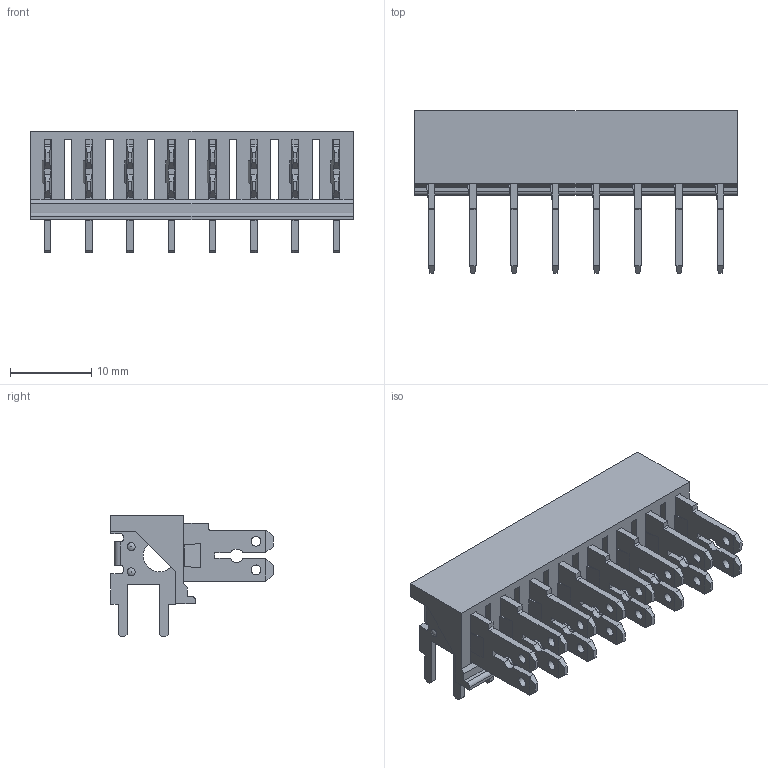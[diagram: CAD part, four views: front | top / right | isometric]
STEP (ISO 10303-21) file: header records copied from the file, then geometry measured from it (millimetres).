
FILE_DESCRIPTION(/* description */ ('Unknown'),/* implementation_level */ '2;1');
FILE_NAME(/* name */ 'J_Wurth_WR-FAST_638207122008',/* time_stamp */ '2025-06-19T10:20:45+08:00',/* author */ ('Unknown'),/* organization */ ('Unknown'),/* preprocessor_version */ 'ST-DEVELOPER v19.4',/* originating_system */ 'Solid Edge',/* authorisation */ 'Unknown');
FILE_SCHEMA (('AUTOMOTIVE_DESIGN {1 0 10303 214 3 1 1}'));
Length unit declared in the file: millimetre
Products named in the file (2): J_Wurth_WR-FAST_638207122008
Assembly tree (1 placements, depth 2):
  J_Wurth_WR-FAST_638207122008
    J_Wurth_WR-FAST_638207122008
Bounding box: 39.68 x 20 x 15 mm (x, y, z)
Volume: 2107.5 mm3; surface area: 5103.2 mm2
Topology: 1 solids, 1 shells, 710 faces, 2080 edges, 1326 vertices
Faces by surface type: plane 549, cylinder 113, cone 32, torus 16
Full cylindrical faces by diameter (mm): 1.2 x16, 4 x8
Entity records: 27692 total; most frequent: CARTESIAN_POINT 3998, ORIENTED_EDGE 3968, DIRECTION 3666, EDGE_CURVE 1984, LINE 1726, VECTOR 1726, VERTEX_POINT 1302, AXIS2_PLACEMENT_3D 970
